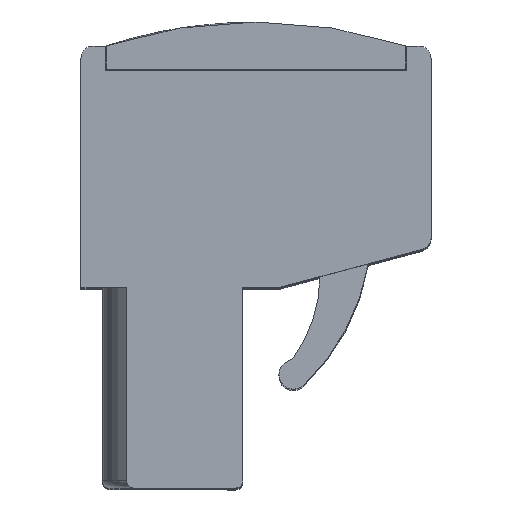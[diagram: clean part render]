
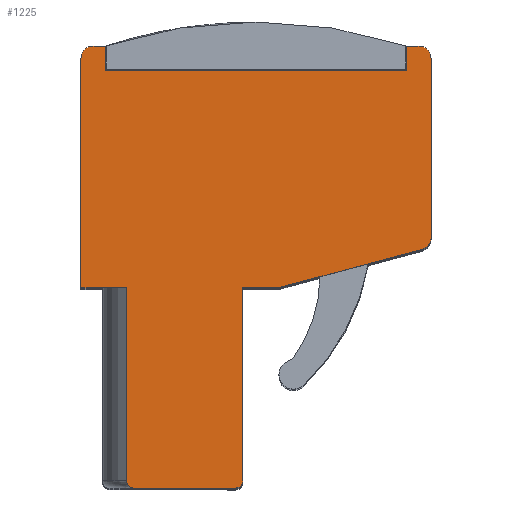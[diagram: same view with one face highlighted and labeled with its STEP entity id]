
A CAD part, top view. The second image highlights one B-rep face of the part: STEP entity #1225.
In plain terms, the highlighted planar face has unit normal (0, 0, 1).
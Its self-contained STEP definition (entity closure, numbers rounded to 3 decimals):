
#8 = VECTOR ( 'NONE', #7320, 1000. ) ;
#96 = VECTOR ( 'NONE', #355, 1000. ) ;
#113 = ORIENTED_EDGE ( 'NONE', *, *, #1191, .T. ) ;
#179 = CARTESIAN_POINT ( 'NONE',  ( -2.8, 18.3, 2.54 ) ) ;
#304 = DIRECTION ( 'NONE',  ( 0., 0., 1. ) ) ;
#345 = EDGE_CURVE ( 'NONE', #10901, #10031, #3303, .T. ) ;
#355 = DIRECTION ( 'NONE',  ( 0.966, 0.259, 0. ) ) ;
#470 = CARTESIAN_POINT ( 'NONE',  ( -3.3, 18.3, 2.54 ) ) ;
#654 = VERTEX_POINT ( 'NONE', #2790 ) ;
#1094 = VERTEX_POINT ( 'NONE', #7984 ) ;
#1191 = EDGE_CURVE ( 'NONE', #654, #5235, #10673, .T. ) ;
#1225 = ADVANCED_FACE ( 'NONE', ( #6229 ), #14094, .T. ) ;
#1233 = CARTESIAN_POINT ( 'NONE',  ( 2.9, 0., 2.54 ) ) ;
#1302 = DIRECTION ( 'NONE',  ( 0., -1., 0. ) ) ;
#1317 = EDGE_CURVE ( 'NONE', #12155, #10031, #2309, .T. ) ;
#1427 = DIRECTION ( 'NONE',  ( 0., 1., 0. ) ) ;
#1434 = CARTESIAN_POINT ( 'NONE',  ( 10.2, 17.8, 2.54 ) ) ;
#1558 = CARTESIAN_POINT ( 'NONE',  ( -3.8, 8.3, 2.54 ) ) ;
#1618 = ORIENTED_EDGE ( 'NONE', *, *, #8514, .T. ) ;
#1625 = VECTOR ( 'NONE', #1427, 1000. ) ;
#1751 = ORIENTED_EDGE ( 'NONE', *, *, #12892, .F. ) ;
#1804 = LINE ( 'NONE', #14717, #4114 ) ;
#1838 = LINE ( 'NONE', #10505, #13590 ) ;
#1951 = VECTOR ( 'NONE', #5119, 1000. ) ;
#2309 = LINE ( 'NONE', #6330, #1951 ) ;
#2405 = CIRCLE ( 'NONE', #11998, 0.3 ) ;
#2439 = DIRECTION ( 'NONE',  ( 0., 0., 1. ) ) ;
#2553 = DIRECTION ( 'NONE',  ( 1., 0., 0. ) ) ;
#2585 = ORIENTED_EDGE ( 'NONE', *, *, #7339, .T. ) ;
#2703 = EDGE_CURVE ( 'NONE', #11033, #4640, #8756, .T. ) ;
#2723 = VECTOR ( 'NONE', #4277, 1000. ) ;
#2736 = CIRCLE ( 'NONE', #5367, 0.5 ) ;
#2790 = CARTESIAN_POINT ( 'NONE',  ( 10.7, 10.372, 2.54 ) ) ;
#3000 = EDGE_CURVE ( 'NONE', #3841, #654, #2736, .T. ) ;
#3004 = VERTEX_POINT ( 'NONE', #3962 ) ;
#3232 = DIRECTION ( 'NONE',  ( 0., 1., 0. ) ) ;
#3303 = LINE ( 'NONE', #13509, #9326 ) ;
#3349 = ORIENTED_EDGE ( 'NONE', *, *, #14035, .T. ) ;
#3507 = EDGE_CURVE ( 'NONE', #4640, #3841, #11778, .T. ) ;
#3512 = DIRECTION ( 'NONE',  ( 1., 0., 0. ) ) ;
#3735 = EDGE_CURVE ( 'NONE', #4672, #1094, #10693, .T. ) ;
#3841 = VERTEX_POINT ( 'NONE', #12528 ) ;
#3890 = CARTESIAN_POINT ( 'NONE',  ( 0., 0., 2.54 ) ) ;
#3919 = VERTEX_POINT ( 'NONE', #9321 ) ;
#3962 = CARTESIAN_POINT ( 'NONE',  ( -3.8, 17.8, 2.54 ) ) ;
#4114 = VECTOR ( 'NONE', #8983, 1000. ) ;
#4277 = DIRECTION ( 'NONE',  ( 1., 0., 0. ) ) ;
#4512 = EDGE_CURVE ( 'NONE', #7695, #12800, #1838, .T. ) ;
#4554 = CARTESIAN_POINT ( 'NONE',  ( -1.6, 0., 2.54 ) ) ;
#4640 = VERTEX_POINT ( 'NONE', #13141 ) ;
#4672 = VERTEX_POINT ( 'NONE', #14294 ) ;
#4871 = CARTESIAN_POINT ( 'NONE',  ( 10.7, 17.8, 2.54 ) ) ;
#4878 = DIRECTION ( 'NONE',  ( -1., 0., 0. ) ) ;
#5020 = DIRECTION ( 'NONE',  ( 1., 0., 0. ) ) ;
#5119 = DIRECTION ( 'NONE',  ( 1., 0., 0. ) ) ;
#5170 = EDGE_CURVE ( 'NONE', #13336, #13402, #12460, .T. ) ;
#5235 = VERTEX_POINT ( 'NONE', #4871 ) ;
#5244 = CARTESIAN_POINT ( 'NONE',  ( -3.3, 17.8, 2.54 ) ) ;
#5297 = ORIENTED_EDGE ( 'NONE', *, *, #3735, .F. ) ;
#5367 = AXIS2_PLACEMENT_3D ( 'NONE', #13060, #6243, #14206 ) ;
#5636 = LINE ( 'NONE', #6242, #8 ) ;
#5753 = VECTOR ( 'NONE', #4878, 1000. ) ;
#5839 = ORIENTED_EDGE ( 'NONE', *, *, #9607, .T. ) ;
#5893 = CARTESIAN_POINT ( 'NONE',  ( -1.9, 0.3, 2.54 ) ) ;
#5955 = ORIENTED_EDGE ( 'NONE', *, *, #11547, .T. ) ;
#6229 = FACE_OUTER_BOUND ( 'NONE', #14589, .T. ) ;
#6242 = CARTESIAN_POINT ( 'NONE',  ( -1.9, 0., 2.54 ) ) ;
#6243 = DIRECTION ( 'NONE',  ( 0., 0., 1. ) ) ;
#6255 = VECTOR ( 'NONE', #1302, 1000. ) ;
#6330 = CARTESIAN_POINT ( 'NONE',  ( -3.8, 8.3, 2.54 ) ) ;
#6395 = DIRECTION ( 'NONE',  ( 1., 0., 0. ) ) ;
#6678 = DIRECTION ( 'NONE',  ( 0., 1., 0. ) ) ;
#6993 = LINE ( 'NONE', #1233, #12706 ) ;
#7040 = CARTESIAN_POINT ( 'NONE',  ( 2.6, 0.3, 2.54 ) ) ;
#7106 = DIRECTION ( 'NONE',  ( -1., 0., 0. ) ) ;
#7111 = VECTOR ( 'NONE', #3512, 1000. ) ;
#7320 = DIRECTION ( 'NONE',  ( -1., 0., 0. ) ) ;
#7339 = EDGE_CURVE ( 'NONE', #10901, #14203, #2405, .T. ) ;
#7475 = LINE ( 'NONE', #13720, #7111 ) ;
#7608 = ORIENTED_EDGE ( 'NONE', *, *, #8475, .F. ) ;
#7695 = VERTEX_POINT ( 'NONE', #13340 ) ;
#7806 = ORIENTED_EDGE ( 'NONE', *, *, #1317, .T. ) ;
#7984 = CARTESIAN_POINT ( 'NONE',  ( 9.7, 18.3, 2.54 ) ) ;
#8180 = DIRECTION ( 'NONE',  ( 1., 0., 0. ) ) ;
#8245 = CARTESIAN_POINT ( 'NONE',  ( 4.4, 8.3, 2.54 ) ) ;
#8261 = AXIS2_PLACEMENT_3D ( 'NONE', #3890, #11840, #5020 ) ;
#8475 = EDGE_CURVE ( 'NONE', #7695, #13572, #11945, .T. ) ;
#8485 = CARTESIAN_POINT ( 'NONE',  ( 2.9, 0.3, 2.54 ) ) ;
#8514 = EDGE_CURVE ( 'NONE', #5235, #3919, #9442, .T. ) ;
#8561 = ORIENTED_EDGE ( 'NONE', *, *, #14255, .F. ) ;
#8664 = ORIENTED_EDGE ( 'NONE', *, *, #345, .F. ) ;
#8756 = LINE ( 'NONE', #13479, #2723 ) ;
#8830 = CARTESIAN_POINT ( 'NONE',  ( -2.8, 17.3, 2.54 ) ) ;
#8879 = CARTESIAN_POINT ( 'NONE',  ( 9.7, 18.3, 2.54 ) ) ;
#8983 = DIRECTION ( 'NONE',  ( 0., -1., 0. ) ) ;
#9250 = CARTESIAN_POINT ( 'NONE',  ( -1.6, 0.3, 2.54 ) ) ;
#9321 = CARTESIAN_POINT ( 'NONE',  ( 10.2, 18.3, 2.54 ) ) ;
#9326 = VECTOR ( 'NONE', #6678, 1000. ) ;
#9357 = DIRECTION ( 'NONE',  ( 0., 0., 1. ) ) ;
#9398 = CARTESIAN_POINT ( 'NONE',  ( 10.7, 9.988, 2.54 ) ) ;
#9442 = CIRCLE ( 'NONE', #13558, 0.5 ) ;
#9607 = EDGE_CURVE ( 'NONE', #3004, #12155, #1804, .T. ) ;
#10031 = VERTEX_POINT ( 'NONE', #14469 ) ;
#10310 = DIRECTION ( 'NONE',  ( 0., 1., 0. ) ) ;
#10405 = DIRECTION ( 'NONE',  ( 1., 0., 0. ) ) ;
#10505 = CARTESIAN_POINT ( 'NONE',  ( 10.7, 18.3, 2.54 ) ) ;
#10673 = LINE ( 'NONE', #9398, #1625 ) ;
#10693 = LINE ( 'NONE', #8879, #14089 ) ;
#10739 = CARTESIAN_POINT ( 'NONE',  ( 2.6, 0., 2.54 ) ) ;
#10901 = VERTEX_POINT ( 'NONE', #5893 ) ;
#10926 = ORIENTED_EDGE ( 'NONE', *, *, #2703, .T. ) ;
#11033 = VERTEX_POINT ( 'NONE', #11753 ) ;
#11470 = EDGE_CURVE ( 'NONE', #13402, #11033, #6993, .T. ) ;
#11547 = EDGE_CURVE ( 'NONE', #3919, #1094, #14489, .T. ) ;
#11680 = CARTESIAN_POINT ( 'NONE',  ( 10.7, 18.3, 2.54 ) ) ;
#11753 = CARTESIAN_POINT ( 'NONE',  ( 2.9, 8.3, 2.54 ) ) ;
#11778 = LINE ( 'NONE', #8245, #96 ) ;
#11821 = AXIS2_PLACEMENT_3D ( 'NONE', #5244, #13217, #6395 ) ;
#11840 = DIRECTION ( 'NONE',  ( 0., 0., 1. ) ) ;
#11945 = LINE ( 'NONE', #179, #6255 ) ;
#11998 = AXIS2_PLACEMENT_3D ( 'NONE', #9250, #2439, #10405 ) ;
#12155 = VERTEX_POINT ( 'NONE', #1558 ) ;
#12277 = ORIENTED_EDGE ( 'NONE', *, *, #3507, .T. ) ;
#12460 = CIRCLE ( 'NONE', #12842, 0.3 ) ;
#12528 = CARTESIAN_POINT ( 'NONE',  ( 10.329, 9.889, 2.54 ) ) ;
#12615 = ORIENTED_EDGE ( 'NONE', *, *, #5170, .T. ) ;
#12669 = CIRCLE ( 'NONE', #11821, 0.5 ) ;
#12706 = VECTOR ( 'NONE', #10310, 1000. ) ;
#12800 = VERTEX_POINT ( 'NONE', #470 ) ;
#12842 = AXIS2_PLACEMENT_3D ( 'NONE', #7040, #304, #8180 ) ;
#12892 = EDGE_CURVE ( 'NONE', #13336, #14203, #5636, .T. ) ;
#13060 = CARTESIAN_POINT ( 'NONE',  ( 10.2, 10.372, 2.54 ) ) ;
#13141 = CARTESIAN_POINT ( 'NONE',  ( 4.4, 8.3, 2.54 ) ) ;
#13217 = DIRECTION ( 'NONE',  ( 0., 0., 1. ) ) ;
#13271 = ORIENTED_EDGE ( 'NONE', *, *, #4512, .T. ) ;
#13336 = VERTEX_POINT ( 'NONE', #10739 ) ;
#13340 = CARTESIAN_POINT ( 'NONE',  ( -2.8, 18.3, 2.54 ) ) ;
#13402 = VERTEX_POINT ( 'NONE', #8485 ) ;
#13479 = CARTESIAN_POINT ( 'NONE',  ( -3.8, 8.3, 2.54 ) ) ;
#13509 = CARTESIAN_POINT ( 'NONE',  ( -1.9, 0., 2.54 ) ) ;
#13558 = AXIS2_PLACEMENT_3D ( 'NONE', #1434, #9357, #2553 ) ;
#13572 = VERTEX_POINT ( 'NONE', #8830 ) ;
#13590 = VECTOR ( 'NONE', #7106, 1000. ) ;
#13720 = CARTESIAN_POINT ( 'NONE',  ( -2.8, 17.3, 2.54 ) ) ;
#14035 = EDGE_CURVE ( 'NONE', #12800, #3004, #12669, .T. ) ;
#14089 = VECTOR ( 'NONE', #3232, 1000. ) ;
#14094 = PLANE ( 'NONE',  #8261 ) ;
#14203 = VERTEX_POINT ( 'NONE', #4554 ) ;
#14206 = DIRECTION ( 'NONE',  ( 1., 0., 0. ) ) ;
#14255 = EDGE_CURVE ( 'NONE', #13572, #4672, #7475, .T. ) ;
#14294 = CARTESIAN_POINT ( 'NONE',  ( 9.7, 17.3, 2.54 ) ) ;
#14469 = CARTESIAN_POINT ( 'NONE',  ( -1.9, 8.3, 2.54 ) ) ;
#14489 = LINE ( 'NONE', #11680, #5753 ) ;
#14589 = EDGE_LOOP ( 'NONE', ( #8664, #2585, #1751, #12615, #14606, #10926, #12277, #14652, #113, #1618, #5955, #5297, #8561, #7608, #13271, #3349, #5839, #7806 ) ) ;
#14606 = ORIENTED_EDGE ( 'NONE', *, *, #11470, .T. ) ;
#14652 = ORIENTED_EDGE ( 'NONE', *, *, #3000, .T. ) ;
#14717 = CARTESIAN_POINT ( 'NONE',  ( -3.8, 18.3, 2.54 ) ) ;
